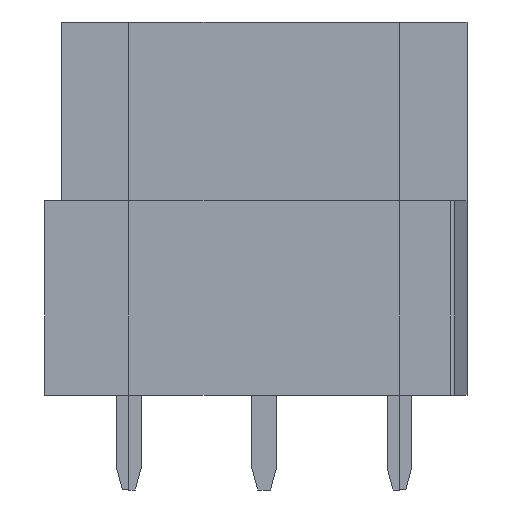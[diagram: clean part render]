
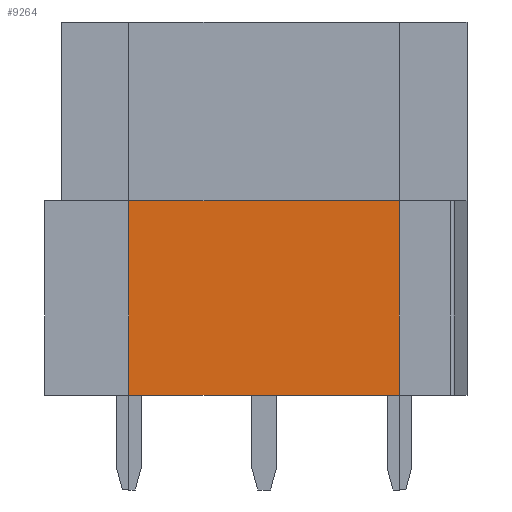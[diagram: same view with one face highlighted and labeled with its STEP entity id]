
A CAD part, front view. The second image highlights one B-rep face of the part: STEP entity #9264.
In plain terms, the highlighted planar face has unit normal (0, -1, 0).
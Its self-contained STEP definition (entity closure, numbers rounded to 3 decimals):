
#6525 = PLANE('',#6526);
#6526 = AXIS2_PLACEMENT_3D('',#6527,#6528,#6529);
#6527 = CARTESIAN_POINT('',(5.,-10.78,-3.5));
#6528 = DIRECTION('',(1.,0.,0.));
#6529 = DIRECTION('',(0.,0.,1.));
#6579 = PLANE('',#6580);
#6580 = AXIS2_PLACEMENT_3D('',#6581,#6582,#6583);
#6581 = CARTESIAN_POINT('',(-5.,-10.78,13.8));
#6582 = DIRECTION('',(-1.,0.,0.));
#6583 = DIRECTION('',(0.,0.,1.));
#7012 = PLANE('',#7013);
#7013 = AXIS2_PLACEMENT_3D('',#7014,#7015,#7016);
#7014 = CARTESIAN_POINT('',(0.,-9.6,0.));
#7015 = DIRECTION('',(0.,0.,1.));
#7016 = DIRECTION('',(1.,0.,-0.));
#7109 = VERTEX_POINT('',#7110);
#7110 = CARTESIAN_POINT('',(-5.,-9.8,0.));
#7131 = EDGE_CURVE('',#7132,#7109,#7134,.T.);
#7132 = VERTEX_POINT('',#7133);
#7133 = CARTESIAN_POINT('',(-5.,-9.8,7.2));
#7134 = SURFACE_CURVE('',#7135,(#7139,#7146),.PCURVE_S1.);
#7135 = LINE('',#7136,#7137);
#7136 = CARTESIAN_POINT('',(-5.,-9.8,-11.5));
#7137 = VECTOR('',#7138,1.);
#7138 = DIRECTION('',(0.,0.,-1.));
#7139 = PCURVE('',#6579,#7140);
#7140 = DEFINITIONAL_REPRESENTATION('',(#7141),#7145);
#7141 = LINE('',#7142,#7143);
#7142 = CARTESIAN_POINT('',(-25.3,0.98));
#7143 = VECTOR('',#7144,1.);
#7144 = DIRECTION('',(-1.,0.));
#7145 = ( GEOMETRIC_REPRESENTATION_CONTEXT(2) 
PARAMETRIC_REPRESENTATION_CONTEXT() REPRESENTATION_CONTEXT('2D SPACE',''
  ) );
#7146 = PCURVE('',#7147,#7152);
#7147 = PLANE('',#7148);
#7148 = AXIS2_PLACEMENT_3D('',#7149,#7150,#7151);
#7149 = CARTESIAN_POINT('',(-7.787,-9.8,0.442));
#7150 = DIRECTION('',(0.,-1.,0.));
#7151 = DIRECTION('',(0.,0.,-1.));
#7152 = DEFINITIONAL_REPRESENTATION('',(#7153),#7157);
#7153 = LINE('',#7154,#7155);
#7154 = CARTESIAN_POINT('',(11.942,2.787));
#7155 = VECTOR('',#7156,1.);
#7156 = DIRECTION('',(1.,0.));
#7157 = ( GEOMETRIC_REPRESENTATION_CONTEXT(2) 
PARAMETRIC_REPRESENTATION_CONTEXT() REPRESENTATION_CONTEXT('2D SPACE',''
  ) );
#7175 = PLANE('',#7176);
#7176 = AXIS2_PLACEMENT_3D('',#7177,#7178,#7179);
#7177 = CARTESIAN_POINT('',(0.,-9.6,7.2));
#7178 = DIRECTION('',(0.,0.,1.));
#7179 = DIRECTION('',(1.,0.,-0.));
#8430 = VERTEX_POINT('',#8431);
#8431 = CARTESIAN_POINT('',(5.,-9.8,0.));
#8452 = EDGE_CURVE('',#7109,#8430,#8453,.T.);
#8453 = SURFACE_CURVE('',#8454,(#8458,#8465),.PCURVE_S1.);
#8454 = LINE('',#8455,#8456);
#8455 = CARTESIAN_POINT('',(-1.5,-9.8,0.));
#8456 = VECTOR('',#8457,1.);
#8457 = DIRECTION('',(1.,0.,0.));
#8458 = PCURVE('',#7012,#8459);
#8459 = DEFINITIONAL_REPRESENTATION('',(#8460),#8464);
#8460 = LINE('',#8461,#8462);
#8461 = CARTESIAN_POINT('',(-1.5,-0.2));
#8462 = VECTOR('',#8463,1.);
#8463 = DIRECTION('',(1.,0.));
#8464 = ( GEOMETRIC_REPRESENTATION_CONTEXT(2) 
PARAMETRIC_REPRESENTATION_CONTEXT() REPRESENTATION_CONTEXT('2D SPACE',''
  ) );
#8465 = PCURVE('',#7147,#8466);
#8466 = DEFINITIONAL_REPRESENTATION('',(#8467),#8471);
#8467 = LINE('',#8468,#8469);
#8468 = CARTESIAN_POINT('',(0.442,6.287));
#8469 = VECTOR('',#8470,1.);
#8470 = DIRECTION('',(0.,1.));
#8471 = ( GEOMETRIC_REPRESENTATION_CONTEXT(2) 
PARAMETRIC_REPRESENTATION_CONTEXT() REPRESENTATION_CONTEXT('2D SPACE',''
  ) );
#9147 = EDGE_CURVE('',#9148,#7132,#9150,.T.);
#9148 = VERTEX_POINT('',#9149);
#9149 = CARTESIAN_POINT('',(5.,-9.8,7.2));
#9150 = SURFACE_CURVE('',#9151,(#9155,#9162),.PCURVE_S1.);
#9151 = LINE('',#9152,#9153);
#9152 = CARTESIAN_POINT('',(-12.5,-9.8,7.2));
#9153 = VECTOR('',#9154,1.);
#9154 = DIRECTION('',(-1.,0.,0.));
#9155 = PCURVE('',#7175,#9156);
#9156 = DEFINITIONAL_REPRESENTATION('',(#9157),#9161);
#9157 = LINE('',#9158,#9159);
#9158 = CARTESIAN_POINT('',(-12.5,-0.2));
#9159 = VECTOR('',#9160,1.);
#9160 = DIRECTION('',(-1.,0.));
#9161 = ( GEOMETRIC_REPRESENTATION_CONTEXT(2) 
PARAMETRIC_REPRESENTATION_CONTEXT() REPRESENTATION_CONTEXT('2D SPACE',''
  ) );
#9162 = PCURVE('',#7147,#9163);
#9163 = DEFINITIONAL_REPRESENTATION('',(#9164),#9168);
#9164 = LINE('',#9165,#9166);
#9165 = CARTESIAN_POINT('',(-6.758,-4.713));
#9166 = VECTOR('',#9167,1.);
#9167 = DIRECTION('',(0.,-1.));
#9168 = ( GEOMETRIC_REPRESENTATION_CONTEXT(2) 
PARAMETRIC_REPRESENTATION_CONTEXT() REPRESENTATION_CONTEXT('2D SPACE',''
  ) );
#9264 = ADVANCED_FACE('',(#9265),#7147,.T.);
#9265 = FACE_BOUND('',#9266,.T.);
#9266 = EDGE_LOOP('',(#9267,#9268,#9269,#9290));
#9267 = ORIENTED_EDGE('',*,*,#7131,.T.);
#9268 = ORIENTED_EDGE('',*,*,#8452,.T.);
#9269 = ORIENTED_EDGE('',*,*,#9270,.T.);
#9270 = EDGE_CURVE('',#8430,#9148,#9271,.T.);
#9271 = SURFACE_CURVE('',#9272,(#9276,#9283),.PCURVE_S1.);
#9272 = LINE('',#9273,#9274);
#9273 = CARTESIAN_POINT('',(5.,-9.8,-11.5));
#9274 = VECTOR('',#9275,1.);
#9275 = DIRECTION('',(0.,0.,1.));
#9276 = PCURVE('',#7147,#9277);
#9277 = DEFINITIONAL_REPRESENTATION('',(#9278),#9282);
#9278 = LINE('',#9279,#9280);
#9279 = CARTESIAN_POINT('',(11.942,12.787));
#9280 = VECTOR('',#9281,1.);
#9281 = DIRECTION('',(-1.,0.));
#9282 = ( GEOMETRIC_REPRESENTATION_CONTEXT(2) 
PARAMETRIC_REPRESENTATION_CONTEXT() REPRESENTATION_CONTEXT('2D SPACE',''
  ) );
#9283 = PCURVE('',#6525,#9284);
#9284 = DEFINITIONAL_REPRESENTATION('',(#9285),#9289);
#9285 = LINE('',#9286,#9287);
#9286 = CARTESIAN_POINT('',(-8.,-0.98));
#9287 = VECTOR('',#9288,1.);
#9288 = DIRECTION('',(1.,0.));
#9289 = ( GEOMETRIC_REPRESENTATION_CONTEXT(2) 
PARAMETRIC_REPRESENTATION_CONTEXT() REPRESENTATION_CONTEXT('2D SPACE',''
  ) );
#9290 = ORIENTED_EDGE('',*,*,#9147,.T.);
